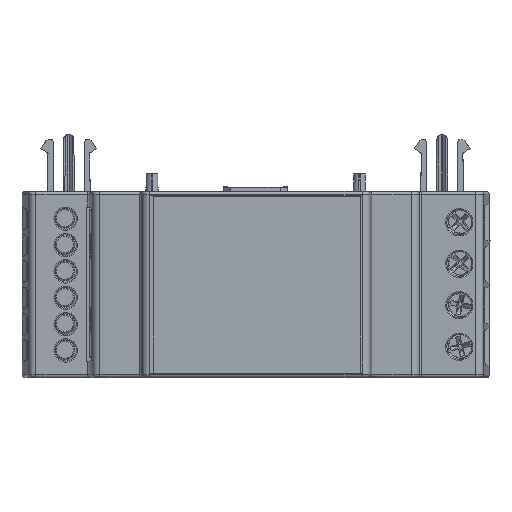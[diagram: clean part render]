
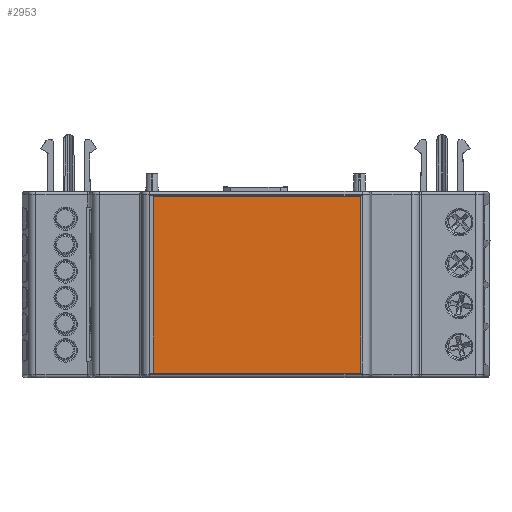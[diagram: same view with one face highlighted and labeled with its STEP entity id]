
A CAD part, top view. The second image highlights one B-rep face of the part: STEP entity #2953.
In plain terms, the highlighted planar face has unit normal (0, 0, 1).
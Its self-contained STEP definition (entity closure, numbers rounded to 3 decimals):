
#2953=ADVANCED_FACE('',(#5420),#4221,.T.);
#4221=PLANE('',#37208);
#5420=FACE_OUTER_BOUND('',#6839,.T.);
#6839=EDGE_LOOP('',(#11447,#11448,#11449,#11450));
#11447=ORIENTED_EDGE('',*,*,#23401,.T.);
#11448=ORIENTED_EDGE('',*,*,#23399,.T.);
#11449=ORIENTED_EDGE('',*,*,#23402,.T.);
#11450=ORIENTED_EDGE('',*,*,#23403,.T.);
#18560=VERTEX_POINT('',#53671);
#18561=VERTEX_POINT('',#53673);
#18562=VERTEX_POINT('',#53677);
#18563=VERTEX_POINT('',#53679);
#23399=EDGE_CURVE('',#18561,#18560,#28579,.T.);
#23401=EDGE_CURVE('',#18562,#18561,#28581,.T.);
#23402=EDGE_CURVE('',#18560,#18563,#28582,.T.);
#23403=EDGE_CURVE('',#18563,#18562,#28583,.T.);
#28579=LINE('',#53672,#33308);
#28581=LINE('',#53676,#33310);
#28582=LINE('',#53678,#33311);
#28583=LINE('',#53680,#33312);
#33308=VECTOR('',#42517,1.);
#33310=VECTOR('',#42521,1.);
#33311=VECTOR('',#42522,1.);
#33312=VECTOR('',#42523,1.);
#37208=AXIS2_PLACEMENT_3D('',#53681,#42524,#42525);
#42517=DIRECTION('',(0.,-1.,0.));
#42521=DIRECTION('',(-1.,0.,0.));
#42522=DIRECTION('',(1.,0.,0.));
#42523=DIRECTION('',(0.,1.,0.));
#42524=DIRECTION('',(0.,0.,1.));
#42525=DIRECTION('',(0.,-1.,0.));
#53671=CARTESIAN_POINT('',(-3.721,-17.113,60.228));
#53672=CARTESIAN_POINT('',(-3.721,16.887,60.228));
#53673=CARTESIAN_POINT('',(-3.721,16.887,60.228));
#53676=CARTESIAN_POINT('',(36.279,16.887,60.228));
#53677=CARTESIAN_POINT('',(36.279,16.887,60.228));
#53678=CARTESIAN_POINT('',(-3.721,-17.113,60.228));
#53679=CARTESIAN_POINT('',(36.279,-17.113,60.228));
#53680=CARTESIAN_POINT('',(36.279,-17.113,60.228));
#53681=CARTESIAN_POINT('',(-3.721,16.887,60.228));
